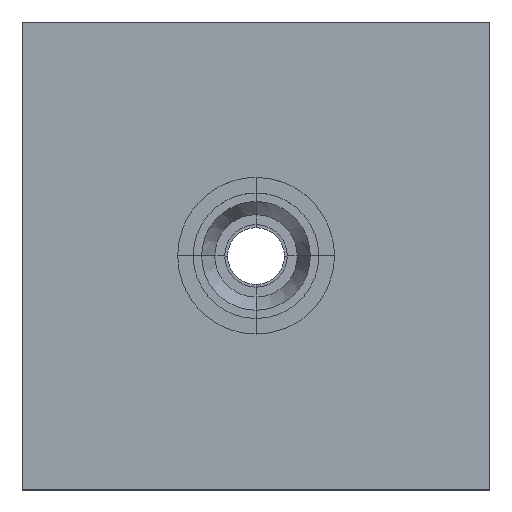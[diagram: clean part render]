
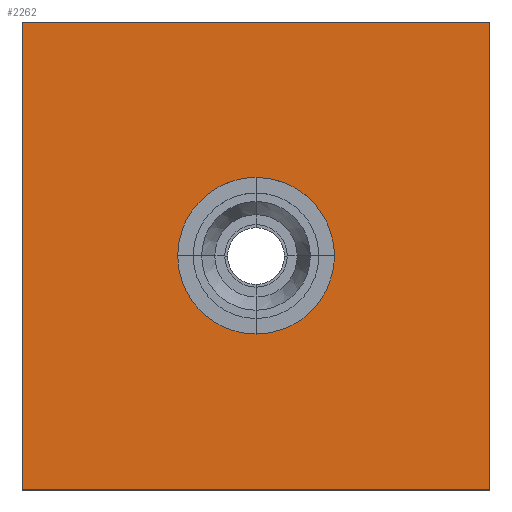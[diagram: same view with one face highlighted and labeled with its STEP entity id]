
A CAD part, top view. The second image highlights one B-rep face of the part: STEP entity #2262.
In plain terms, the highlighted planar face has unit normal (0, 0, 1).
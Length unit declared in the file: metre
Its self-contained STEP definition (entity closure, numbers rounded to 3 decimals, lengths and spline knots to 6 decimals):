
#343=B_SPLINE_CURVE_WITH_KNOTS('',3,(#3679,#3680,#3681,#3682,#3683,#3684,
#3685),.UNSPECIFIED.,.F.,.F.,(4,1,1,1,4),(0.,0.095676,0.191352,
0.287027,0.382703),.UNSPECIFIED.);
#344=B_SPLINE_CURVE_WITH_KNOTS('',3,(#3690,#3691,#3692,#3693,#3694,#3695,
#3696),.UNSPECIFIED.,.F.,.F.,(4,1,1,1,4),(0.,0.095676,0.191352,
0.287027,0.382703),.UNSPECIFIED.);
#349=B_SPLINE_CURVE_WITH_KNOTS('',3,(#3733,#3734,#3735,#3736,#3737,#3738,
#3739),.UNSPECIFIED.,.F.,.F.,(4,1,1,1,4),(0.,0.095676,0.191352,
0.287027,0.382703),.UNSPECIFIED.);
#350=B_SPLINE_CURVE_WITH_KNOTS('',3,(#3741,#3742,#3743,#3744,#3745,#3746,
#3747),.UNSPECIFIED.,.F.,.F.,(4,1,1,1,4),(0.,0.095676,0.191352,
0.287027,0.382703),.UNSPECIFIED.);
#460=ORIENTED_EDGE('',*,*,#1057,.F.);
#461=ORIENTED_EDGE('',*,*,#1056,.T.);
#462=ORIENTED_EDGE('',*,*,#1047,.T.);
#463=ORIENTED_EDGE('',*,*,#1049,.F.);
#464=ORIENTED_EDGE('',*,*,#1075,.T.);
#465=ORIENTED_EDGE('',*,*,#1076,.T.);
#466=ORIENTED_EDGE('',*,*,#1035,.T.);
#467=ORIENTED_EDGE('',*,*,#1073,.T.);
#1035=EDGE_CURVE('',#1369,#1371,#1565,.T.);
#1047=EDGE_CURVE('',#1381,#1383,#343,.T.);
#1049=EDGE_CURVE('',#1385,#1383,#344,.T.);
#1056=EDGE_CURVE('',#1389,#1381,#349,.T.);
#1057=EDGE_CURVE('',#1389,#1385,#350,.T.);
#1073=EDGE_CURVE('',#1371,#1397,#1587,.T.);
#1075=EDGE_CURVE('',#1397,#1398,#1589,.T.);
#1076=EDGE_CURVE('',#1398,#1369,#1590,.T.);
#1369=VERTEX_POINT('',#3629);
#1371=VERTEX_POINT('',#3633);
#1381=VERTEX_POINT('',#3668);
#1383=VERTEX_POINT('',#3678);
#1385=VERTEX_POINT('',#3689);
#1389=VERTEX_POINT('',#3725);
#1397=VERTEX_POINT('',#3806);
#1398=VERTEX_POINT('',#3811);
#1565=LINE('',#3634,#1717);
#1587=LINE('',#3807,#1739);
#1589=LINE('',#3810,#1741);
#1590=LINE('',#3812,#1742);
#1717=VECTOR('',#2794,1.);
#1739=VECTOR('',#2842,1.);
#1741=VECTOR('',#2846,1.);
#1742=VECTOR('',#2847,1.);
#1883=EDGE_LOOP('',(#460,#461,#462,#463));
#1884=EDGE_LOOP('',(#464,#465,#466,#467));
#2041=FACE_BOUND('',#1883,.T.);
#2042=FACE_BOUND('',#1884,.T.);
#2190=PLANE('',#2459);
#2262=ADVANCED_FACE('',(#2041,#2042),#2190,.T.);
#2459=AXIS2_PLACEMENT_3D('',#3809,#2844,#2845);
#2794=DIRECTION('',(0.,1.,0.));
#2842=DIRECTION('',(-1.,0.,0.));
#2844=DIRECTION('',(0.,0.,1.));
#2845=DIRECTION('',(-1.,0.,0.));
#2846=DIRECTION('',(0.,-1.,0.));
#2847=DIRECTION('',(1.,0.,0.));
#3629=CARTESIAN_POINT('',(0.04,-0.04,0.0518));
#3633=CARTESIAN_POINT('',(0.04,0.04,0.0518));
#3634=CARTESIAN_POINT('',(0.04,0.,0.0518));
#3668=CARTESIAN_POINT('',(0.,0.0134,0.0518));
#3678=CARTESIAN_POINT('',(0.0134,0.,0.0518));
#3679=CARTESIAN_POINT('',(0.,0.0134,0.0518));
#3680=CARTESIAN_POINT('',(0.001754,0.0134,0.0518));
#3681=CARTESIAN_POINT('',(0.005261,0.012702,0.0518));
#3682=CARTESIAN_POINT('',(0.009722,0.009722,0.0518));
#3683=CARTESIAN_POINT('',(0.012702,0.005261,0.0518));
#3684=CARTESIAN_POINT('',(0.0134,0.001754,0.0518));
#3685=CARTESIAN_POINT('',(0.0134,0.,0.0518));
#3689=CARTESIAN_POINT('',(0.,-0.0134,0.0518));
#3690=CARTESIAN_POINT('',(0.,-0.0134,0.0518));
#3691=CARTESIAN_POINT('',(0.001754,-0.0134,0.0518));
#3692=CARTESIAN_POINT('',(0.005261,-0.012702,0.0518));
#3693=CARTESIAN_POINT('',(0.009722,-0.009722,0.0518));
#3694=CARTESIAN_POINT('',(0.012702,-0.005261,0.0518));
#3695=CARTESIAN_POINT('',(0.0134,-0.001754,0.0518));
#3696=CARTESIAN_POINT('',(0.0134,0.,0.0518));
#3725=CARTESIAN_POINT('',(-0.0134,0.,0.0518));
#3733=CARTESIAN_POINT('',(-0.0134,0.,0.0518));
#3734=CARTESIAN_POINT('',(-0.0134,0.001754,0.0518));
#3735=CARTESIAN_POINT('',(-0.012702,0.005261,0.0518));
#3736=CARTESIAN_POINT('',(-0.009722,0.009722,0.0518));
#3737=CARTESIAN_POINT('',(-0.005261,0.012702,0.0518));
#3738=CARTESIAN_POINT('',(-0.001754,0.0134,0.0518));
#3739=CARTESIAN_POINT('',(0.,0.0134,0.0518));
#3741=CARTESIAN_POINT('',(-0.0134,0.,0.0518));
#3742=CARTESIAN_POINT('',(-0.0134,-0.001754,0.0518));
#3743=CARTESIAN_POINT('',(-0.012702,-0.005261,0.0518));
#3744=CARTESIAN_POINT('',(-0.009722,-0.009722,0.0518));
#3745=CARTESIAN_POINT('',(-0.005261,-0.012702,0.0518));
#3746=CARTESIAN_POINT('',(-0.001754,-0.0134,0.0518));
#3747=CARTESIAN_POINT('',(0.,-0.0134,0.0518));
#3806=CARTESIAN_POINT('',(-0.04,0.04,0.0518));
#3807=CARTESIAN_POINT('',(0.,0.04,0.0518));
#3809=CARTESIAN_POINT('',(0.04,0.04,0.0518));
#3810=CARTESIAN_POINT('',(-0.04,0.,0.0518));
#3811=CARTESIAN_POINT('',(-0.04,-0.04,0.0518));
#3812=CARTESIAN_POINT('',(0.,-0.04,0.0518));
